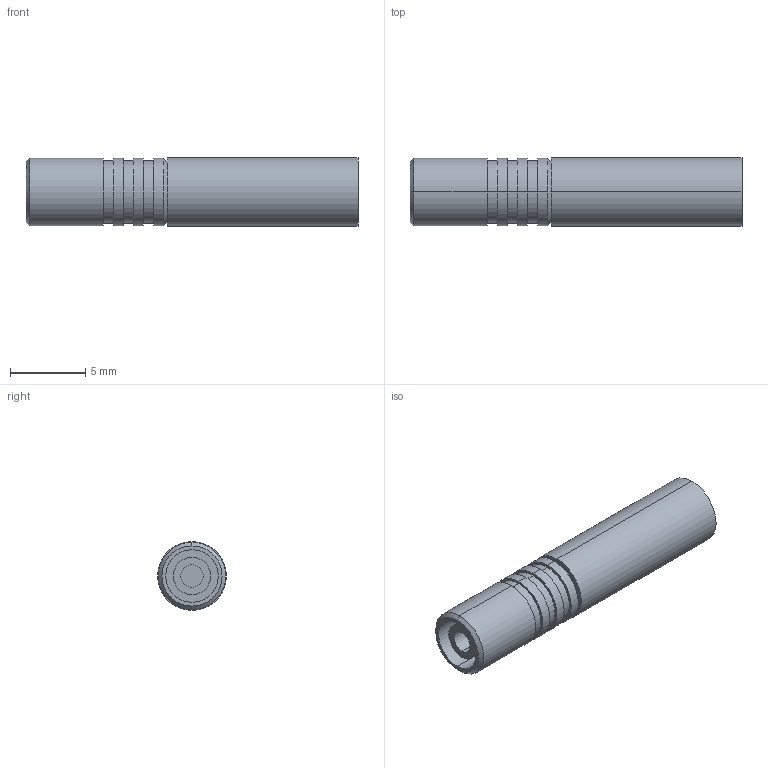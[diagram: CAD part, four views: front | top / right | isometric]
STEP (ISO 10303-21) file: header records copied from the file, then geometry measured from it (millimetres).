
FILE_DESCRIPTION (( 'STEP AP203' ), '1' );
FILE_NAME ('FMCN1842_3D.STEP', '2022-02-14T23:51:55', ( '' ), ( '' ), 'SwSTEP 2.0', 'SolidWorks 2021', '' );
FILE_SCHEMA (( 'CONFIG_CONTROL_DESIGN' ));
Length unit declared in the file: millimetre
Products named in the file (1): FMCN1842_3D
Bounding box: 22.1 x 4.57 x 4.57 mm (x, y, z)
Volume: 210.9 mm3; surface area: 646.7 mm2
Topology: 1 solids, 1 shells, 50 faces, 98 edges, 64 vertices
Faces by surface type: cylinder 28, plane 16, cone 6
Entity records: 1391 total; most frequent: DIRECTION 264, CARTESIAN_POINT 213, ORIENTED_EDGE 196, AXIS2_PLACEMENT_3D 115, EDGE_CURVE 98, EDGE_LOOP 64, CIRCLE 64, VERTEX_POINT 64
